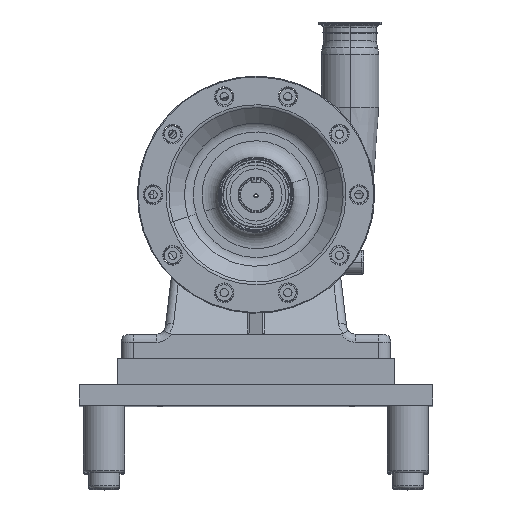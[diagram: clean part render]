
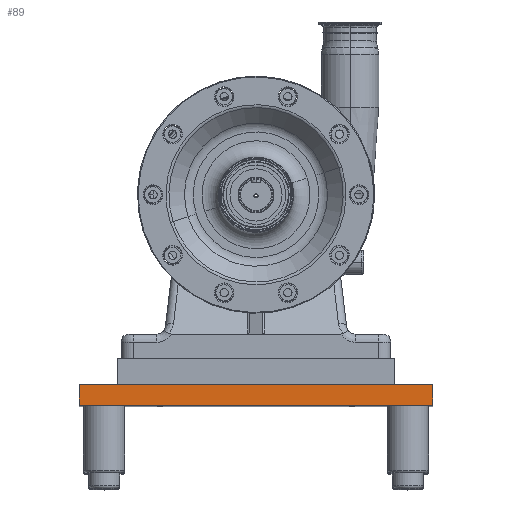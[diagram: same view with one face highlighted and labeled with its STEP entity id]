
A CAD part, top view. The second image highlights one B-rep face of the part: STEP entity #89.
In plain terms, the highlighted planar face has unit normal (0, 0, 1).
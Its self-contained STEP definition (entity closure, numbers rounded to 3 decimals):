
#89 = ADVANCED_FACE ( 'NONE', ( #10681 ), #22607, .F. ) ;
#408 = EDGE_CURVE ( 'NONE', #17613, #2526, #26890, .T. ) ;
#757 = DIRECTION ( 'NONE',  ( 0., -1., 0. ) ) ;
#891 = CARTESIAN_POINT ( 'NONE',  ( -215.9, 25.4, 584.2 ) ) ;
#1859 = DIRECTION ( 'NONE',  ( 1., 0., 0. ) ) ;
#2526 = VERTEX_POINT ( 'NONE', #6139 ) ;
#2963 = EDGE_CURVE ( 'NONE', #5787, #2526, #26662, .T. ) ;
#4721 = DIRECTION ( 'NONE',  ( -1., 0., 0. ) ) ;
#5787 = VERTEX_POINT ( 'NONE', #23708 ) ;
#6139 = CARTESIAN_POINT ( 'NONE',  ( 215.9, 0., 584.2 ) ) ;
#8040 = ORIENTED_EDGE ( 'NONE', *, *, #408, .T. ) ;
#8594 = CARTESIAN_POINT ( 'NONE',  ( 215.9, 25.4, 584.2 ) ) ;
#8707 = CARTESIAN_POINT ( 'NONE',  ( 215.9, 0., 584.2 ) ) ;
#9621 = VECTOR ( 'NONE', #1859, 1000. ) ;
#10681 = FACE_OUTER_BOUND ( 'NONE', #20373, .T. ) ;
#11738 = EDGE_CURVE ( 'NONE', #24758, #5787, #16163, .T. ) ;
#12021 = ORIENTED_EDGE ( 'NONE', *, *, #2963, .F. ) ;
#13643 = DIRECTION ( 'NONE',  ( 1., 0., 0. ) ) ;
#14081 = CARTESIAN_POINT ( 'NONE',  ( 215.9, 25.4, 584.2 ) ) ;
#14085 = ORIENTED_EDGE ( 'NONE', *, *, #11738, .F. ) ;
#15388 = ORIENTED_EDGE ( 'NONE', *, *, #16217, .T. ) ;
#15510 = CARTESIAN_POINT ( 'NONE',  ( 215.9, 25.4, 584.2 ) ) ;
#16163 = LINE ( 'NONE', #14081, #17865 ) ;
#16217 = EDGE_CURVE ( 'NONE', #24758, #17613, #21169, .T. ) ;
#17613 = VERTEX_POINT ( 'NONE', #22554 ) ;
#17865 = VECTOR ( 'NONE', #13643, 1000. ) ;
#18002 = VECTOR ( 'NONE', #757, 1000. ) ;
#19899 = CARTESIAN_POINT ( 'NONE',  ( -215.9, 25.4, 584.2 ) ) ;
#20373 = EDGE_LOOP ( 'NONE', ( #8040, #12021, #14085, #15388 ) ) ;
#21169 = LINE ( 'NONE', #891, #18002 ) ;
#22503 = DIRECTION ( 'NONE',  ( 0., -1., 0. ) ) ;
#22554 = CARTESIAN_POINT ( 'NONE',  ( -215.9, 0., 584.2 ) ) ;
#22607 = PLANE ( 'NONE',  #29136 ) ;
#23708 = CARTESIAN_POINT ( 'NONE',  ( 215.9, 25.4, 584.2 ) ) ;
#24758 = VERTEX_POINT ( 'NONE', #19899 ) ;
#24987 = DIRECTION ( 'NONE',  ( 0., 0., -1. ) ) ;
#26662 = LINE ( 'NONE', #15510, #27550 ) ;
#26890 = LINE ( 'NONE', #8707, #9621 ) ;
#27550 = VECTOR ( 'NONE', #22503, 1000. ) ;
#29136 = AXIS2_PLACEMENT_3D ( 'NONE', #8594, #24987, #4721 ) ;
